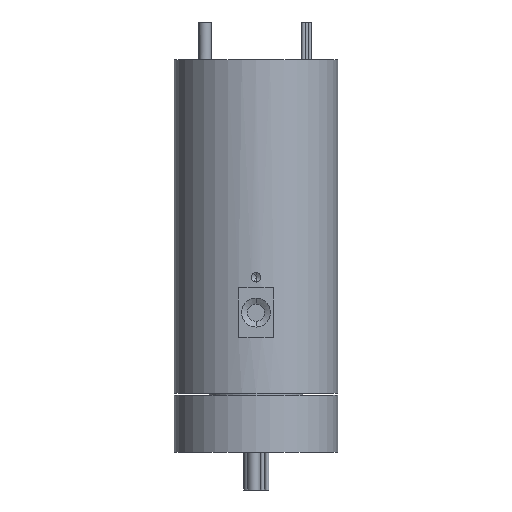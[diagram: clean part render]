
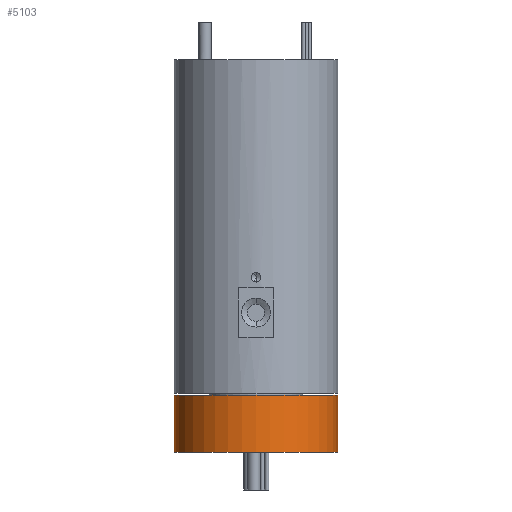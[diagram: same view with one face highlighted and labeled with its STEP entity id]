
A CAD part, front view. The second image highlights one B-rep face of the part: STEP entity #5103.
In plain terms, the highlighted cylindrical face has radius 43 mm (diameter 86 mm), a partial arc.
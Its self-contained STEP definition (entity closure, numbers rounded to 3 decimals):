
#168 = ORIENTED_EDGE ( 'NONE', *, *, #1856, .T. ) ;
#240 = DIRECTION ( 'NONE',  ( 0., 0., -1. ) ) ;
#307 = ORIENTED_EDGE ( 'NONE', *, *, #5192, .F. ) ;
#346 = AXIS2_PLACEMENT_3D ( 'NONE', #1904, #1461, #2760 ) ;
#395 = CARTESIAN_POINT ( 'NONE',  ( -43., 0., 0. ) ) ;
#406 = ORIENTED_EDGE ( 'NONE', *, *, #841, .F. ) ;
#516 = AXIS2_PLACEMENT_3D ( 'NONE', #574, #3626, #1017 ) ;
#574 = CARTESIAN_POINT ( 'NONE',  ( 0., 0., 0. ) ) ;
#718 = VECTOR ( 'NONE', #1112, 1000. ) ;
#841 = EDGE_CURVE ( 'NONE', #2493, #2669, #4701, .T. ) ;
#1017 = DIRECTION ( 'NONE',  ( 1., 0., 0. ) ) ;
#1106 = CARTESIAN_POINT ( 'NONE',  ( -43., 0., 30. ) ) ;
#1112 = DIRECTION ( 'NONE',  ( 0., 0., -1. ) ) ;
#1461 = DIRECTION ( 'NONE',  ( 0., 0., -1. ) ) ;
#1819 = DIRECTION ( 'NONE',  ( 0., 0., 1. ) ) ;
#1856 = EDGE_CURVE ( 'NONE', #4461, #5637, #3714, .T. ) ;
#1904 = CARTESIAN_POINT ( 'NONE',  ( 0., 0., 30. ) ) ;
#2006 = CARTESIAN_POINT ( 'NONE',  ( -43., 0., 30. ) ) ;
#2251 = LINE ( 'NONE', #2006, #4714 ) ;
#2332 = CARTESIAN_POINT ( 'NONE',  ( 43., 0., 30. ) ) ;
#2493 = VERTEX_POINT ( 'NONE', #1106 ) ;
#2669 = VERTEX_POINT ( 'NONE', #2332 ) ;
#2760 = DIRECTION ( 'NONE',  ( -1., 0., 0. ) ) ;
#2867 = EDGE_CURVE ( 'NONE', #2493, #4461, #2251, .T. ) ;
#2903 = ORIENTED_EDGE ( 'NONE', *, *, #2867, .T. ) ;
#3068 = LINE ( 'NONE', #3304, #718 ) ;
#3304 = CARTESIAN_POINT ( 'NONE',  ( 43., 0., 30. ) ) ;
#3626 = DIRECTION ( 'NONE',  ( 0., 0., 1. ) ) ;
#3714 = CIRCLE ( 'NONE', #516, 43. ) ;
#4429 = CARTESIAN_POINT ( 'NONE',  ( 0., 0., 30. ) ) ;
#4461 = VERTEX_POINT ( 'NONE', #395 ) ;
#4466 = CYLINDRICAL_SURFACE ( 'NONE', #346, 43. ) ;
#4616 = FACE_OUTER_BOUND ( 'NONE', #5052, .T. ) ;
#4701 = CIRCLE ( 'NONE', #5665, 43. ) ;
#4714 = VECTOR ( 'NONE', #240, 1000. ) ;
#4869 = DIRECTION ( 'NONE',  ( 1., 0., 0. ) ) ;
#5052 = EDGE_LOOP ( 'NONE', ( #307, #406, #2903, #168 ) ) ;
#5103 = ADVANCED_FACE ( 'NONE', ( #4616 ), #4466, .T. ) ;
#5192 = EDGE_CURVE ( 'NONE', #2669, #5637, #3068, .T. ) ;
#5518 = CARTESIAN_POINT ( 'NONE',  ( 43., 0., 0. ) ) ;
#5637 = VERTEX_POINT ( 'NONE', #5518 ) ;
#5665 = AXIS2_PLACEMENT_3D ( 'NONE', #4429, #1819, #4869 ) ;
